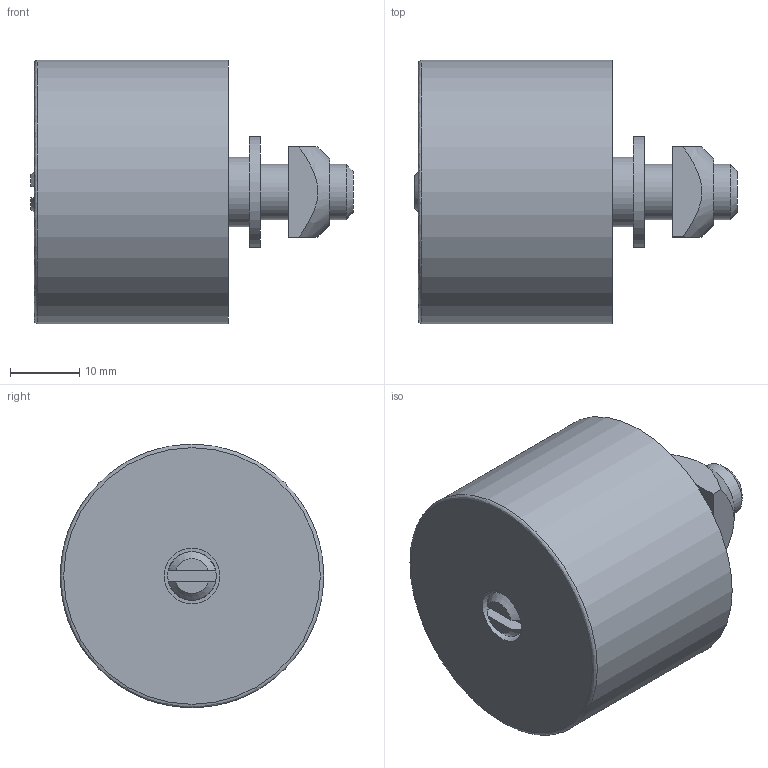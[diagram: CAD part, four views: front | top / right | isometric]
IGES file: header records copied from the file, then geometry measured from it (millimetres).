
Global section: file name: 700114.stp.ipt; native system: Autodesk Inventor 2014; preprocessor: unknown; author: zeman; date: 20151016.102011; units: millimetre
Bounding box: 46.5 x 38 x 38 mm (x, y, z)
Volume: 30636.2 mm3; surface area: 16193.8 mm2
Topology: 6 solids, 6 shells, 68 faces, 197 edges, 137 vertices
Faces by surface type: plane 26, revolution 24, cylinder 9, sphere 5, cone 4
Full cylindrical faces by diameter (mm): 7 x1, 8 x1, 10 x1, 16 x1, 16.4 x2, 30 x1, 32 x1, 38 x1
